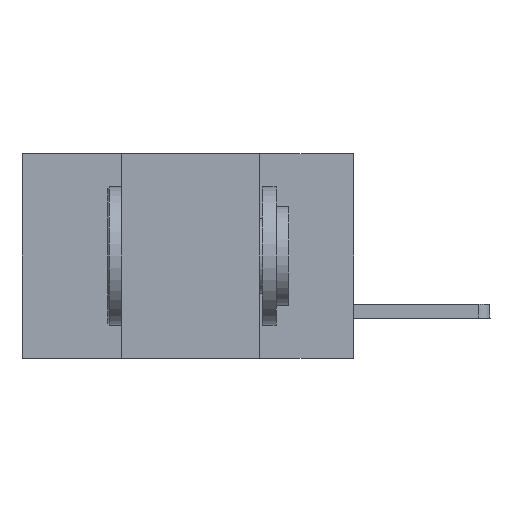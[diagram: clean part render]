
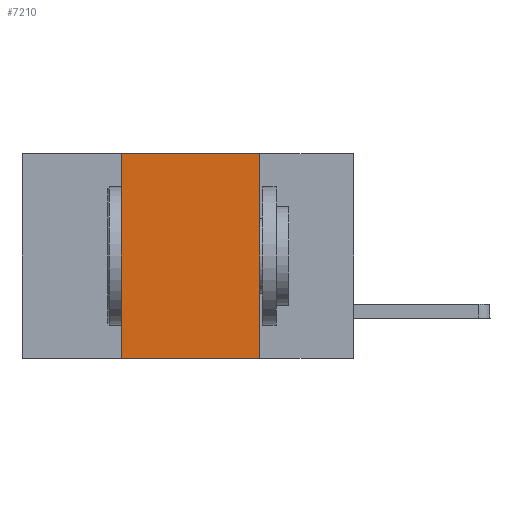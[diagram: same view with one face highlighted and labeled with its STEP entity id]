
A CAD part, left-side view. The second image highlights one B-rep face of the part: STEP entity #7210.
In plain terms, the highlighted planar face has unit normal (-1, 0, 0).
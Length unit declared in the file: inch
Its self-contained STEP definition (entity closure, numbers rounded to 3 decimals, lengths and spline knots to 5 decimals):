
#832 = EDGE_CURVE ( 'NONE', #4499, #8679, #4707, .T. ) ;
#2103 = EDGE_CURVE ( 'NONE', #11857, #13449, #6097, .T. ) ;
#2857 = LINE ( 'NONE', #4734, #8093 ) ;
#3337 = VECTOR ( 'NONE', #10583, 39.37008 ) ;
#3353 = LINE ( 'NONE', #5747, #8563 ) ;
#4164 = CARTESIAN_POINT ( 'NONE',  ( 0., 0.17, -0.37 ) ) ;
#4499 = VERTEX_POINT ( 'NONE', #4756 ) ;
#4591 = CARTESIAN_POINT ( 'NONE',  ( 0., 0.42, 0. ) ) ;
#4707 = LINE ( 'NONE', #5193, #12340 ) ;
#4734 = CARTESIAN_POINT ( 'NONE',  ( 0., 0.6, -0.37 ) ) ;
#4756 = CARTESIAN_POINT ( 'NONE',  ( 0., 0.17, 0. ) ) ;
#4794 = CARTESIAN_POINT ( 'NONE',  ( 0., 0.6, 0. ) ) ;
#5034 = ORIENTED_EDGE ( 'NONE', *, *, #12827, .T. ) ;
#5193 = CARTESIAN_POINT ( 'NONE',  ( 0., 0.17, 0. ) ) ;
#5262 = DIRECTION ( 'NONE',  ( 0., 0., -1. ) ) ;
#5747 = CARTESIAN_POINT ( 'NONE',  ( 0., 0.6, 0. ) ) ;
#5831 = DIRECTION ( 'NONE',  ( 0., 0., -1. ) ) ;
#6097 = LINE ( 'NONE', #10628, #3337 ) ;
#7210 = ADVANCED_FACE ( 'NONE', ( #11069 ), #11002, .F. ) ;
#7503 = ORIENTED_EDGE ( 'NONE', *, *, #13533, .F. ) ;
#7798 = DIRECTION ( 'NONE',  ( 0., -1., 0. ) ) ;
#8060 = ORIENTED_EDGE ( 'NONE', *, *, #2103, .F. ) ;
#8093 = VECTOR ( 'NONE', #12035, 39.37008 ) ;
#8563 = VECTOR ( 'NONE', #7798, 39.37008 ) ;
#8627 = EDGE_LOOP ( 'NONE', ( #13768, #7503, #8060, #5034 ) ) ;
#8679 = VERTEX_POINT ( 'NONE', #4164 ) ;
#10571 = CARTESIAN_POINT ( 'NONE',  ( 0., 0.42, -0.37 ) ) ;
#10583 = DIRECTION ( 'NONE',  ( 0., 0., 1. ) ) ;
#10628 = CARTESIAN_POINT ( 'NONE',  ( 0., 0.42, 0. ) ) ;
#11002 = PLANE ( 'NONE',  #11546 ) ;
#11069 = FACE_OUTER_BOUND ( 'NONE', #8627, .T. ) ;
#11546 = AXIS2_PLACEMENT_3D ( 'NONE', #4794, #12052, #5831 ) ;
#11857 = VERTEX_POINT ( 'NONE', #10571 ) ;
#12035 = DIRECTION ( 'NONE',  ( 0., -1., 0. ) ) ;
#12052 = DIRECTION ( 'NONE',  ( 1., 0., 0. ) ) ;
#12340 = VECTOR ( 'NONE', #5262, 39.37008 ) ;
#12827 = EDGE_CURVE ( 'NONE', #11857, #8679, #2857, .T. ) ;
#13449 = VERTEX_POINT ( 'NONE', #4591 ) ;
#13533 = EDGE_CURVE ( 'NONE', #13449, #4499, #3353, .T. ) ;
#13768 = ORIENTED_EDGE ( 'NONE', *, *, #832, .F. ) ;
